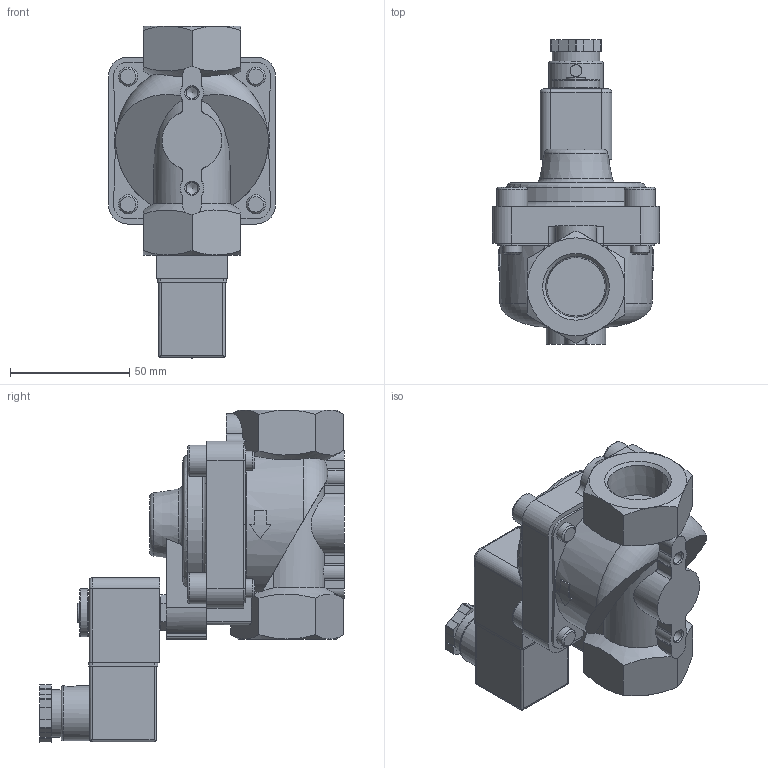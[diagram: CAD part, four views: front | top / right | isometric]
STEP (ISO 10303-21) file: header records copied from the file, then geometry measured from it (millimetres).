
FILE_DESCRIPTION(/* description */ ('STEP AP214'),/* implementation_level */ '2;1');
FILE_NAME(/* name */ '1489998_VZWP-L-M22C-N34-250-V-3AP4-40',/* time_stamp */ '2024-09-18T11:16:12+02:00',/* author */ ('License CC BY-ND 4.0'),/* organization */ ('CADENAS'),/* preprocessor_version */ 'ST-DEVELOPER v19.3',/* originating_system */ 'PARTsolutions',/* authorisation */ ' ');
FILE_SCHEMA (('AUTOMOTIVE_DESIGN {1 0 10303 214 3 1 1}'));
Length unit declared in the file: millimetre
Products named in the file (4): 1489998 VZWP-L-M22C-N34-250-V-3AP4-40; 1001801 VZWP-L-N14-250-F4-40-250-N34; 1002027 VACS-H0P-A1-3A; 550067 MSSD-N---(0)
Assembly tree (3 placements, depth 2):
  1489998 VZWP-L-M22C-N34-250-V-3AP4-40
    1001801 VZWP-L-N14-250-F4-40-250-N34
    1002027 VACS-H0P-A1-3A
    550067 MSSD-N---(0)
Bounding box: 70 x 127.8 x 139.15 mm (x, y, z)
Volume: 327621.3 mm3; surface area: 58439.6 mm2
Topology: 3 solids, 3 shells, 518 faces, 1339 edges, 870 vertices
Faces by surface type: plane 332, cylinder 129, cone 42, torus 15
Full cylindrical faces by diameter (mm): 1.66 x3, 2.1 x8, 2.459 x1, 3 x1, 4.917 x2, 5 x1, 6.6 x1, 7 x1, 8 x6, 8.04 x1, 8.5 x1, 9 x1, 9.2 x1, 9.35 x1, 9.85 x1, 10 x1, 11 x1, 13 x4, 16 x1, 20 x2, 23 x1
Entity records: 17488 total; most frequent: CARTESIAN_POINT 3049, DIRECTION 2529, ORIENTED_EDGE 2504, EDGE_CURVE 1252, AXIS2_PLACEMENT_3D 859, VERTEX_POINT 853, LINE 811, VECTOR 811
